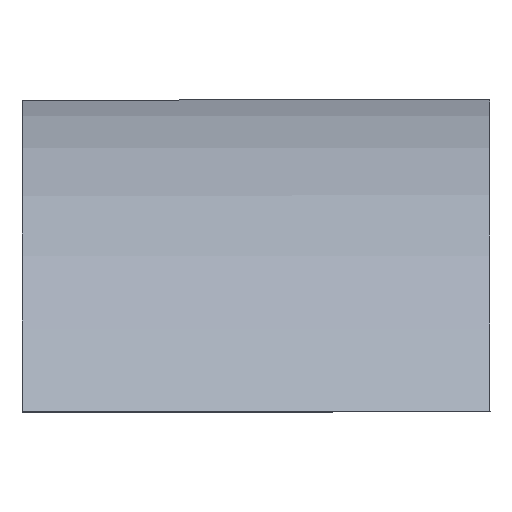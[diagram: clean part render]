
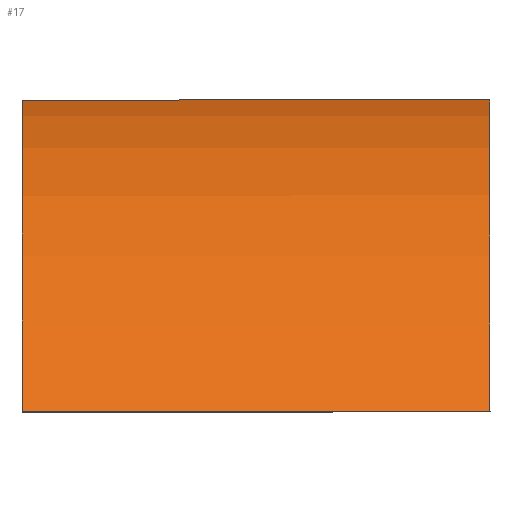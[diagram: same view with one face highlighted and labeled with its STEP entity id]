
A CAD part, left-side view. The second image highlights one B-rep face of the part: STEP entity #17.
In plain terms, the highlighted cylindrical face has radius 22.999 mm (diameter 45.998 mm), a partial arc.
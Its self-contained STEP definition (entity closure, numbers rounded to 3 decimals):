
#17 = ADVANCED_FACE('',(#18),#32,.T.);
#18 = FACE_BOUND('',#19,.T.);
#19 = EDGE_LOOP('',(#20,#65,#104,#142));
#20 = ORIENTED_EDGE('',*,*,#21,.F.);
#21 = EDGE_CURVE('',#22,#24,#26,.T.);
#22 = VERTEX_POINT('',#23);
#23 = CARTESIAN_POINT('',(-20.243,-8.998,
    0.003));
#24 = VERTEX_POINT('',#25);
#25 = CARTESIAN_POINT('',(-20.241,9.002,
    0.001));
#26 = SURFACE_CURVE('',#27,(#31),.PCURVE_S1.);
#27 = LINE('',#28,#29);
#28 = CARTESIAN_POINT('',(-20.243,-8.998,
    0.003));
#29 = VECTOR('',#30,1.);
#30 = DIRECTION('',(0.,1.,
    0.));
#31 = PCURVE('',#32,#37);
#32 = CYLINDRICAL_SURFACE('',#33,22.999);
#33 = AXIS2_PLACEMENT_3D('',#34,#35,#36);
#34 = CARTESIAN_POINT('',(-0.001,-0.001,
    -10.919));
#35 = DIRECTION('',(0.,-1.,
    0.));
#36 = DIRECTION('',(0.88,0.,0.475));
#37 = DEFINITIONAL_REPRESENTATION('',(#38),#64);
#38 = B_SPLINE_CURVE_WITH_KNOTS('',3,(#39,#40,#41,#42,#43,#44,#45,#46,
    #47,#48,#49,#50,#51,#52,#53,#54,#55,#56,#57,#58,#59,#60,#61,#62,#63)
  ,.UNSPECIFIED.,.F.,.F.,(4,1,1,1,1,1,1,1,1,1,1,1,1,1,1,1,1,1,1,1,1,1,4)
  ,(-0.,0.818,1.636,2.455,3.273,
    4.091,4.909,5.727,6.545,
    7.364,8.182,9.,9.818,
    10.636,11.455,12.273,13.091,
    13.909,14.727,15.545,16.364,
    17.182,18.),.QUASI_UNIFORM_KNOTS.);
#39 = CARTESIAN_POINT('',(2.152,9.));
#40 = CARTESIAN_POINT('',(2.152,8.727));
#41 = CARTESIAN_POINT('',(2.152,8.182));
#42 = CARTESIAN_POINT('',(2.152,7.364));
#43 = CARTESIAN_POINT('',(2.152,6.545));
#44 = CARTESIAN_POINT('',(2.152,5.727));
#45 = CARTESIAN_POINT('',(2.152,4.909));
#46 = CARTESIAN_POINT('',(2.152,4.091));
#47 = CARTESIAN_POINT('',(2.152,3.273));
#48 = CARTESIAN_POINT('',(2.152,2.455));
#49 = CARTESIAN_POINT('',(2.152,1.636));
#50 = CARTESIAN_POINT('',(2.152,0.818));
#51 = CARTESIAN_POINT('',(2.152,0.));
#52 = CARTESIAN_POINT('',(2.152,-0.818));
#53 = CARTESIAN_POINT('',(2.152,-1.636));
#54 = CARTESIAN_POINT('',(2.152,-2.455));
#55 = CARTESIAN_POINT('',(2.152,-3.273));
#56 = CARTESIAN_POINT('',(2.152,-4.091));
#57 = CARTESIAN_POINT('',(2.152,-4.909));
#58 = CARTESIAN_POINT('',(2.152,-5.727));
#59 = CARTESIAN_POINT('',(2.152,-6.545));
#60 = CARTESIAN_POINT('',(2.152,-7.364));
#61 = CARTESIAN_POINT('',(2.152,-8.182));
#62 = CARTESIAN_POINT('',(2.152,-8.727));
#63 = CARTESIAN_POINT('',(2.152,-9.));
#64 = ( GEOMETRIC_REPRESENTATION_CONTEXT(2) 
PARAMETRIC_REPRESENTATION_CONTEXT() REPRESENTATION_CONTEXT('2D SPACE',''
  ) );
#65 = ORIENTED_EDGE('',*,*,#66,.F.);
#66 = EDGE_CURVE('',#67,#22,#69,.T.);
#67 = VERTEX_POINT('',#68);
#68 = CARTESIAN_POINT('',(20.241,-9.002,
    -0.001));
#69 = SURFACE_CURVE('',#70,(#75),.PCURVE_S1.);
#70 = CIRCLE('',#71,22.999);
#71 = AXIS2_PLACEMENT_3D('',#72,#73,#74);
#72 = CARTESIAN_POINT('',(-0.002,-9.001,
    -10.919));
#73 = DIRECTION('',(0.,-1.,
    0.));
#74 = DIRECTION('',(0.88,0.,0.475));
#75 = PCURVE('',#32,#76);
#76 = DEFINITIONAL_REPRESENTATION('',(#77),#103);
#77 = B_SPLINE_CURVE_WITH_KNOTS('',3,(#78,#79,#80,#81,#82,#83,#84,#85,
    #86,#87,#88,#89,#90,#91,#92,#93,#94,#95,#96,#97,#98,#99,#100,#101,
    #102),.UNSPECIFIED.,.F.,.F.,(4,1,1,1,1,1,1,1,1,1,1,1,1,1,1,1,1,1,1,1
    ,1,1,4),(0.,0.098,0.196,0.293,
    0.391,0.489,0.587,0.685,
    0.783,0.88,0.978,1.076,
    1.174,1.272,1.37,1.467,
    1.565,1.663,1.761,1.859,
    1.957,2.054,2.152),
  .QUASI_UNIFORM_KNOTS.);
#78 = CARTESIAN_POINT('',(0.,9.));
#79 = CARTESIAN_POINT('',(0.033,9.));
#80 = CARTESIAN_POINT('',(0.098,9.));
#81 = CARTESIAN_POINT('',(0.196,9.));
#82 = CARTESIAN_POINT('',(0.293,9.));
#83 = CARTESIAN_POINT('',(0.391,9.));
#84 = CARTESIAN_POINT('',(0.489,9.));
#85 = CARTESIAN_POINT('',(0.587,9.));
#86 = CARTESIAN_POINT('',(0.685,9.));
#87 = CARTESIAN_POINT('',(0.783,9.));
#88 = CARTESIAN_POINT('',(0.88,9.));
#89 = CARTESIAN_POINT('',(0.978,9.));
#90 = CARTESIAN_POINT('',(1.076,9.));
#91 = CARTESIAN_POINT('',(1.174,9.));
#92 = CARTESIAN_POINT('',(1.272,9.));
#93 = CARTESIAN_POINT('',(1.37,9.));
#94 = CARTESIAN_POINT('',(1.467,9.));
#95 = CARTESIAN_POINT('',(1.565,9.));
#96 = CARTESIAN_POINT('',(1.663,9.));
#97 = CARTESIAN_POINT('',(1.761,9.));
#98 = CARTESIAN_POINT('',(1.859,9.));
#99 = CARTESIAN_POINT('',(1.957,9.));
#100 = CARTESIAN_POINT('',(2.054,9.));
#101 = CARTESIAN_POINT('',(2.12,9.));
#102 = CARTESIAN_POINT('',(2.152,9.));
#103 = ( GEOMETRIC_REPRESENTATION_CONTEXT(2) 
PARAMETRIC_REPRESENTATION_CONTEXT() REPRESENTATION_CONTEXT('2D SPACE',''
  ) );
#104 = ORIENTED_EDGE('',*,*,#105,.F.);
#105 = EDGE_CURVE('',#106,#67,#108,.T.);
#106 = VERTEX_POINT('',#107);
#107 = CARTESIAN_POINT('',(20.243,8.998,
    -0.003));
#108 = SURFACE_CURVE('',#109,(#113),.PCURVE_S1.);
#109 = LINE('',#110,#111);
#110 = CARTESIAN_POINT('',(20.243,8.998,
    -0.003));
#111 = VECTOR('',#112,1.);
#112 = DIRECTION('',(0.,-1.,
    0.));
#113 = PCURVE('',#32,#114);
#114 = DEFINITIONAL_REPRESENTATION('',(#115),#141);
#115 = B_SPLINE_CURVE_WITH_KNOTS('',3,(#116,#117,#118,#119,#120,#121,
    #122,#123,#124,#125,#126,#127,#128,#129,#130,#131,#132,#133,#134,
    #135,#136,#137,#138,#139,#140),.UNSPECIFIED.,.F.,.F.,(4,1,1,1,1,1,1,
    1,1,1,1,1,1,1,1,1,1,1,1,1,1,1,4),(0.,0.818,1.636,
    2.455,3.273,4.091,4.909,
    5.727,6.545,7.364,8.182,
    9.,9.818,10.636,11.455,
    12.273,13.091,13.909,14.727,
    15.545,16.364,17.182,18.),
  .QUASI_UNIFORM_KNOTS.);
#116 = CARTESIAN_POINT('',(0.,-9.));
#117 = CARTESIAN_POINT('',(0.,-8.727));
#118 = CARTESIAN_POINT('',(0.,-8.182));
#119 = CARTESIAN_POINT('',(0.,-7.364));
#120 = CARTESIAN_POINT('',(0.,-6.545));
#121 = CARTESIAN_POINT('',(0.,-5.727));
#122 = CARTESIAN_POINT('',(0.,-4.909));
#123 = CARTESIAN_POINT('',(0.,-4.091));
#124 = CARTESIAN_POINT('',(0.,-3.273));
#125 = CARTESIAN_POINT('',(0.,-2.455));
#126 = CARTESIAN_POINT('',(0.,-1.636));
#127 = CARTESIAN_POINT('',(0.,-0.818));
#128 = CARTESIAN_POINT('',(0.,0.));
#129 = CARTESIAN_POINT('',(0.,0.818));
#130 = CARTESIAN_POINT('',(0.,1.636));
#131 = CARTESIAN_POINT('',(0.,2.455));
#132 = CARTESIAN_POINT('',(0.,3.273));
#133 = CARTESIAN_POINT('',(0.,4.091));
#134 = CARTESIAN_POINT('',(0.,4.909));
#135 = CARTESIAN_POINT('',(0.,5.727));
#136 = CARTESIAN_POINT('',(0.,6.545));
#137 = CARTESIAN_POINT('',(0.,7.364));
#138 = CARTESIAN_POINT('',(0.,8.182));
#139 = CARTESIAN_POINT('',(0.,8.727));
#140 = CARTESIAN_POINT('',(0.,9.));
#141 = ( GEOMETRIC_REPRESENTATION_CONTEXT(2) 
PARAMETRIC_REPRESENTATION_CONTEXT() REPRESENTATION_CONTEXT('2D SPACE',''
  ) );
#142 = ORIENTED_EDGE('',*,*,#143,.F.);
#143 = EDGE_CURVE('',#24,#106,#144,.T.);
#144 = SURFACE_CURVE('',#145,(#150),.PCURVE_S1.);
#145 = CIRCLE('',#146,22.999);
#146 = AXIS2_PLACEMENT_3D('',#147,#148,#149);
#147 = CARTESIAN_POINT('',(0.,8.999,
    -10.92));
#148 = DIRECTION('',(0.,1.,
    0.));
#149 = DIRECTION('',(-0.88,0.,0.475)
  );
#150 = PCURVE('',#32,#151);
#151 = DEFINITIONAL_REPRESENTATION('',(#152),#178);
#152 = B_SPLINE_CURVE_WITH_KNOTS('',3,(#153,#154,#155,#156,#157,#158,
    #159,#160,#161,#162,#163,#164,#165,#166,#167,#168,#169,#170,#171,
    #172,#173,#174,#175,#176,#177),.UNSPECIFIED.,.F.,.F.,(4,1,1,1,1,1,1,
    1,1,1,1,1,1,1,1,1,1,1,1,1,1,1,4),(0.,0.098,
    0.196,0.293,0.391,0.489,
    0.587,0.685,0.783,0.88,
    0.978,1.076,1.174,1.272,
    1.37,1.467,1.565,1.663,
    1.761,1.859,1.957,2.054,
    2.152),.QUASI_UNIFORM_KNOTS.);
#153 = CARTESIAN_POINT('',(2.152,-9.));
#154 = CARTESIAN_POINT('',(2.12,-9.));
#155 = CARTESIAN_POINT('',(2.054,-9.));
#156 = CARTESIAN_POINT('',(1.957,-9.));
#157 = CARTESIAN_POINT('',(1.859,-9.));
#158 = CARTESIAN_POINT('',(1.761,-9.));
#159 = CARTESIAN_POINT('',(1.663,-9.));
#160 = CARTESIAN_POINT('',(1.565,-9.));
#161 = CARTESIAN_POINT('',(1.467,-9.));
#162 = CARTESIAN_POINT('',(1.37,-9.));
#163 = CARTESIAN_POINT('',(1.272,-9.));
#164 = CARTESIAN_POINT('',(1.174,-9.));
#165 = CARTESIAN_POINT('',(1.076,-9.));
#166 = CARTESIAN_POINT('',(0.978,-9.));
#167 = CARTESIAN_POINT('',(0.88,-9.));
#168 = CARTESIAN_POINT('',(0.783,-9.));
#169 = CARTESIAN_POINT('',(0.685,-9.));
#170 = CARTESIAN_POINT('',(0.587,-9.));
#171 = CARTESIAN_POINT('',(0.489,-9.));
#172 = CARTESIAN_POINT('',(0.391,-9.));
#173 = CARTESIAN_POINT('',(0.293,-9.));
#174 = CARTESIAN_POINT('',(0.196,-9.));
#175 = CARTESIAN_POINT('',(0.098,-9.));
#176 = CARTESIAN_POINT('',(0.033,-9.));
#177 = CARTESIAN_POINT('',(0.,-9.));
#178 = ( GEOMETRIC_REPRESENTATION_CONTEXT(2) 
PARAMETRIC_REPRESENTATION_CONTEXT() REPRESENTATION_CONTEXT('2D SPACE',''
  ) );
